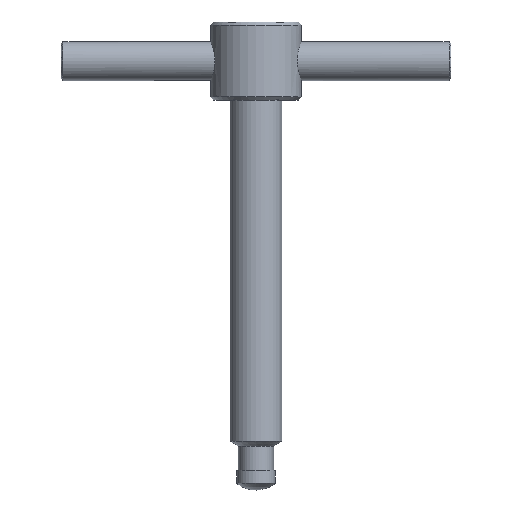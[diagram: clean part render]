
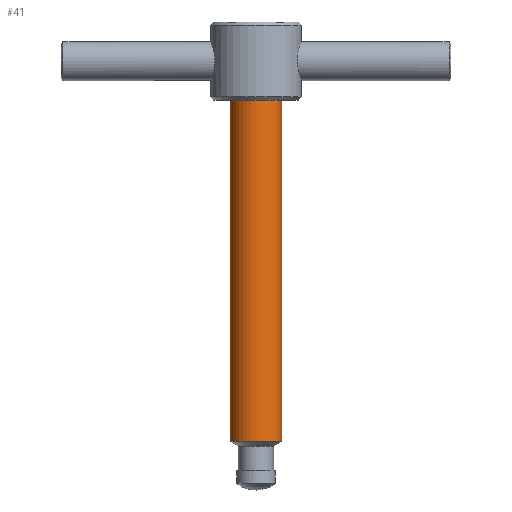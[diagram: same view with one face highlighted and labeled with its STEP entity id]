
A CAD part, top view. The second image highlights one B-rep face of the part: STEP entity #41.
In plain terms, the highlighted cylindrical face has radius 4 mm (diameter 8 mm), a full revolution.
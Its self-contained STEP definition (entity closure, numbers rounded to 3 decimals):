
#41 = ADVANCED_FACE( '', ( #92, #93 ), #94, .T. );
#92 = FACE_OUTER_BOUND( '', #166, .T. );
#93 = FACE_OUTER_BOUND( '', #167, .T. );
#94 = CYLINDRICAL_SURFACE( '', #168, 4. );
#166 = EDGE_LOOP( '', ( #234 ) );
#167 = EDGE_LOOP( '', ( #235 ) );
#168 = AXIS2_PLACEMENT_3D( '', #236, #237, #238 );
#234 = ORIENTED_EDGE( '', *, *, #335, .F. );
#235 = ORIENTED_EDGE( '', *, *, #336, .T. );
#236 = CARTESIAN_POINT( '', ( 0., 0., 0. ) );
#237 = DIRECTION( '', ( 0., 1., 0. ) );
#238 = DIRECTION( '', ( 0., 0., -1. ) );
#335 = EDGE_CURVE( '', #369, #369, #370, .T. );
#336 = EDGE_CURVE( '', #371, #371, #372, .T. );
#369 = VERTEX_POINT( '', #418 );
#370 = CIRCLE( '', #419, 4. );
#371 = VERTEX_POINT( '', #420 );
#372 = CIRCLE( '', #421, 4. );
#418 = CARTESIAN_POINT( '', ( 0., 7.5, -4. ) );
#419 = AXIS2_PLACEMENT_3D( '', #596, #597, #598 );
#420 = CARTESIAN_POINT( '', ( 0., 60., -4. ) );
#421 = AXIS2_PLACEMENT_3D( '', #599, #600, #601 );
#596 = CARTESIAN_POINT( '', ( 0., 7.5, 0. ) );
#597 = DIRECTION( '', ( 0., -1., 0. ) );
#598 = DIRECTION( '', ( 0., 0., -1. ) );
#599 = CARTESIAN_POINT( '', ( 0., 60., 0. ) );
#600 = DIRECTION( '', ( 0., -1., 0. ) );
#601 = DIRECTION( '', ( 0., 0., -1. ) );
